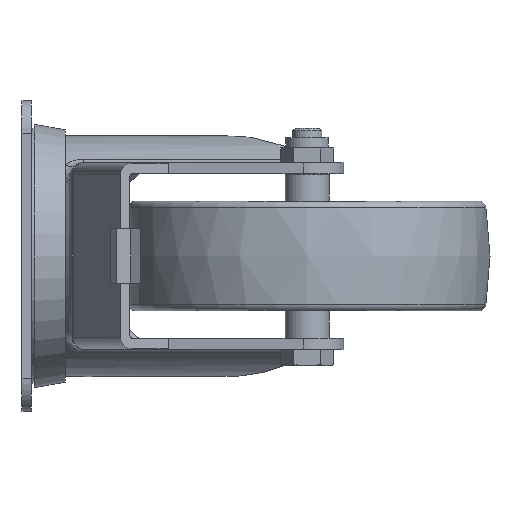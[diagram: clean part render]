
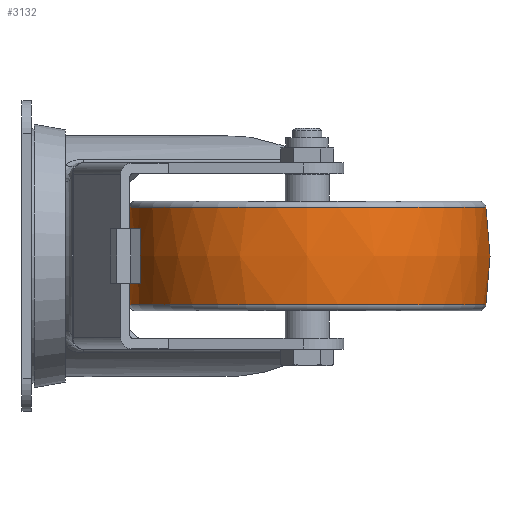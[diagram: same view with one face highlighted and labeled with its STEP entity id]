
A CAD part, left-side view. The second image highlights one B-rep face of the part: STEP entity #3132.
In plain terms, the highlighted free-form (B-spline) face has degree [2, 2] with [3, 9] control points.
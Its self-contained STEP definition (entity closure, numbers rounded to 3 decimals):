
#14=(
BOUNDED_SURFACE()
B_SPLINE_SURFACE(2,2,((#5558,#5559,#5560,#5561,#5562,#5563,#5564,#5565,
#5566),(#5567,#5568,#5569,#5570,#5571,#5572,#5573,#5574,#5575),(#5576,#5577,
#5578,#5579,#5580,#5581,#5582,#5583,#5584)),.UNSPECIFIED.,.F.,.T.,.F.)
B_SPLINE_SURFACE_WITH_KNOTS((3,3),(3,2,2,2,3),(-0.167,0.167),
(-3.142,-1.571,0.,1.571,3.142),
 .UNSPECIFIED.)
GEOMETRIC_REPRESENTATION_ITEM()
RATIONAL_B_SPLINE_SURFACE(((1.,0.707,1.,0.707,1.,
0.707,1.,0.707,1.),(0.986,0.697,
0.986,0.697,0.986,0.697,
0.986,0.697,0.986),(1.,0.707,
1.,0.707,1.,0.707,1.,0.707,1.)))
REPRESENTATION_ITEM('')
SURFACE()
);
#353=FACE_OUTER_BOUND('',#550,.T.);
#550=EDGE_LOOP('',(#2685,#2686,#2687,#2688));
#727=CIRCLE('',#3496,48.881);
#728=CIRCLE('',#3497,80.);
#729=CIRCLE('',#3498,48.881);
#1419=VERTEX_POINT('',#5555);
#1420=VERTEX_POINT('',#5585);
#1844=EDGE_CURVE('',#1419,#1419,#727,.T.);
#1845=EDGE_CURVE('',#1419,#1420,#728,.T.);
#1846=EDGE_CURVE('',#1420,#1420,#729,.T.);
#2685=ORIENTED_EDGE('',*,*,#1844,.F.);
#2686=ORIENTED_EDGE('',*,*,#1845,.T.);
#2687=ORIENTED_EDGE('',*,*,#1846,.T.);
#2688=ORIENTED_EDGE('',*,*,#1845,.F.);
#3132=ADVANCED_FACE('',(#353),#14,.F.);
#3496=AXIS2_PLACEMENT_3D('',#5557,#4379,#4380);
#3497=AXIS2_PLACEMENT_3D('',#5586,#4381,#4382);
#3498=AXIS2_PLACEMENT_3D('',#5587,#4383,#4384);
#4379=DIRECTION('center_axis',(0.,0.,-1.));
#4380=DIRECTION('ref_axis',(1.,0.,0.));
#4381=DIRECTION('center_axis',(0.,-1.,0.));
#4382=DIRECTION('ref_axis',(1.,0.,0.));
#4383=DIRECTION('center_axis',(0.,0.,-1.));
#4384=DIRECTION('ref_axis',(1.,0.,0.));
#5555=CARTESIAN_POINT('',(48.881,0.,-13.333));
#5557=CARTESIAN_POINT('Origin',(0.,0.,-13.333));
#5558=CARTESIAN_POINT('Ctrl Pts',(48.881,0.,
13.333));
#5559=CARTESIAN_POINT('Ctrl Pts',(48.881,-48.881,13.333));
#5560=CARTESIAN_POINT('Ctrl Pts',(0.,-48.881,
13.333));
#5561=CARTESIAN_POINT('Ctrl Pts',(-48.881,-48.881,13.333));
#5562=CARTESIAN_POINT('Ctrl Pts',(-48.881,0.,
13.333));
#5563=CARTESIAN_POINT('Ctrl Pts',(-48.881,48.881,13.333));
#5564=CARTESIAN_POINT('Ctrl Pts',(0.,48.881,
13.333));
#5565=CARTESIAN_POINT('Ctrl Pts',(48.881,48.881,13.333));
#5566=CARTESIAN_POINT('Ctrl Pts',(48.881,0.,
13.333));
#5567=CARTESIAN_POINT('Ctrl Pts',(51.135,0.,
0.));
#5568=CARTESIAN_POINT('Ctrl Pts',(51.135,-51.135,0.));
#5569=CARTESIAN_POINT('Ctrl Pts',(0.,-51.135,
0.));
#5570=CARTESIAN_POINT('Ctrl Pts',(-51.135,-51.135,0.));
#5571=CARTESIAN_POINT('Ctrl Pts',(-51.135,0.,
0.));
#5572=CARTESIAN_POINT('Ctrl Pts',(-51.135,51.135,0.));
#5573=CARTESIAN_POINT('Ctrl Pts',(0.,51.135,
0.));
#5574=CARTESIAN_POINT('Ctrl Pts',(51.135,51.135,0.));
#5575=CARTESIAN_POINT('Ctrl Pts',(51.135,0.,
0.));
#5576=CARTESIAN_POINT('Ctrl Pts',(48.881,0.,
-13.333));
#5577=CARTESIAN_POINT('Ctrl Pts',(48.881,-48.881,-13.333));
#5578=CARTESIAN_POINT('Ctrl Pts',(0.,-48.881,
-13.333));
#5579=CARTESIAN_POINT('Ctrl Pts',(-48.881,-48.881,-13.333));
#5580=CARTESIAN_POINT('Ctrl Pts',(-48.881,0.,
-13.333));
#5581=CARTESIAN_POINT('Ctrl Pts',(-48.881,48.881,-13.333));
#5582=CARTESIAN_POINT('Ctrl Pts',(0.,48.881,
-13.333));
#5583=CARTESIAN_POINT('Ctrl Pts',(48.881,48.881,-13.333));
#5584=CARTESIAN_POINT('Ctrl Pts',(48.881,0.,
-13.333));
#5585=CARTESIAN_POINT('',(48.881,0.,13.333));
#5586=CARTESIAN_POINT('Origin',(-30.,0.,
0.));
#5587=CARTESIAN_POINT('Origin',(0.,0.,13.333));
